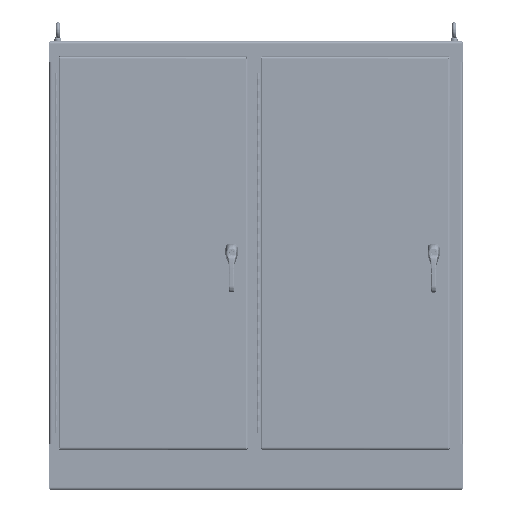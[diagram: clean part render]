
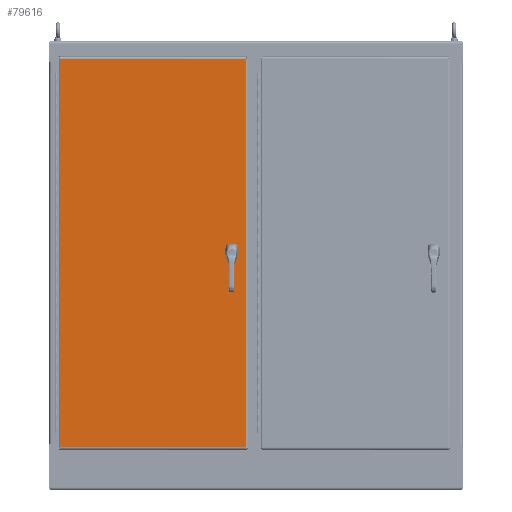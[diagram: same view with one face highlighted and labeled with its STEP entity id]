
A CAD part, top view. The second image highlights one B-rep face of the part: STEP entity #79616.
In plain terms, the highlighted planar face has unit normal (0, 0, 1).
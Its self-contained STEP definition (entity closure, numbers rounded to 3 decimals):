
#3950=FACE_BOUND('',#12826,.T.);
#3951=FACE_BOUND('',#12827,.T.);
#3952=FACE_BOUND('',#12828,.T.);
#3953=FACE_BOUND('',#12829,.T.);
#5082=PLANE('',#87658);
#7979=FACE_OUTER_BOUND('',#12825,.T.);
#12825=EDGE_LOOP('',(#59739,#59740,#59741,#59742));
#12826=EDGE_LOOP('',(#59743,#59744,#59745,#59746,#59747,#59748,#59749,#59750));
#12827=EDGE_LOOP('',(#59751));
#12828=EDGE_LOOP('',(#59752));
#12829=EDGE_LOOP('',(#59753));
#17634=CIRCLE('',#87617,0.453);
#17636=CIRCLE('',#87621,0.453);
#17638=CIRCLE('',#87625,0.453);
#17640=CIRCLE('',#87629,0.453);
#17641=CIRCLE('',#87631,0.14);
#17643=CIRCLE('',#87634,0.14);
#17645=CIRCLE('',#87637,0.14);
#22452=LINE('',#155203,#28322);
#22456=LINE('',#155215,#28326);
#22460=LINE('',#155227,#28330);
#22464=LINE('',#155239,#28334);
#22496=LINE('',#155476,#28366);
#22504=LINE('',#155536,#28374);
#22518=LINE('',#155746,#28388);
#22519=LINE('',#155748,#28389);
#28322=VECTOR('',#101606,0.394);
#28326=VECTOR('',#101618,0.394);
#28330=VECTOR('',#101630,0.394);
#28334=VECTOR('',#101642,0.394);
#28366=VECTOR('',#101716,0.394);
#28374=VECTOR('',#101732,0.394);
#28388=VECTOR('',#101758,0.394);
#28389=VECTOR('',#101761,0.394);
#34748=VERTEX_POINT('',#155200);
#34749=VERTEX_POINT('',#155202);
#34751=VERTEX_POINT('',#155208);
#34753=VERTEX_POINT('',#155214);
#34755=VERTEX_POINT('',#155220);
#34757=VERTEX_POINT('',#155226);
#34759=VERTEX_POINT('',#155232);
#34761=VERTEX_POINT('',#155238);
#34762=VERTEX_POINT('',#155245);
#34764=VERTEX_POINT('',#155251);
#34766=VERTEX_POINT('',#155257);
#34786=VERTEX_POINT('',#155341);
#34791=VERTEX_POINT('',#155425);
#34793=VERTEX_POINT('',#155465);
#34800=VERTEX_POINT('',#155535);
#43668=EDGE_CURVE('',#34749,#34748,#22452,.T.);
#43671=EDGE_CURVE('',#34751,#34749,#17634,.T.);
#43674=EDGE_CURVE('',#34753,#34751,#22456,.T.);
#43677=EDGE_CURVE('',#34755,#34753,#17636,.T.);
#43680=EDGE_CURVE('',#34757,#34755,#22460,.T.);
#43683=EDGE_CURVE('',#34759,#34757,#17638,.T.);
#43686=EDGE_CURVE('',#34761,#34759,#22464,.T.);
#43689=EDGE_CURVE('',#34748,#34761,#17640,.T.);
#43690=EDGE_CURVE('',#34762,#34762,#17641,.T.);
#43693=EDGE_CURVE('',#34764,#34764,#17643,.T.);
#43696=EDGE_CURVE('',#34766,#34766,#17645,.T.);
#43734=EDGE_CURVE('',#34791,#34793,#22496,.T.);
#43745=EDGE_CURVE('',#34800,#34786,#22504,.T.);
#43769=EDGE_CURVE('',#34786,#34791,#22518,.T.);
#43770=EDGE_CURVE('',#34793,#34800,#22519,.T.);
#59739=ORIENTED_EDGE('',*,*,#43769,.T.);
#59740=ORIENTED_EDGE('',*,*,#43734,.T.);
#59741=ORIENTED_EDGE('',*,*,#43770,.T.);
#59742=ORIENTED_EDGE('',*,*,#43745,.T.);
#59743=ORIENTED_EDGE('',*,*,#43668,.T.);
#59744=ORIENTED_EDGE('',*,*,#43689,.T.);
#59745=ORIENTED_EDGE('',*,*,#43686,.T.);
#59746=ORIENTED_EDGE('',*,*,#43683,.T.);
#59747=ORIENTED_EDGE('',*,*,#43680,.T.);
#59748=ORIENTED_EDGE('',*,*,#43677,.T.);
#59749=ORIENTED_EDGE('',*,*,#43674,.T.);
#59750=ORIENTED_EDGE('',*,*,#43671,.T.);
#59751=ORIENTED_EDGE('',*,*,#43690,.T.);
#59752=ORIENTED_EDGE('',*,*,#43693,.T.);
#59753=ORIENTED_EDGE('',*,*,#43696,.T.);
#79616=ADVANCED_FACE('',(#7979,#3950,#3951,#3952,#3953),#5082,.T.);
#87617=AXIS2_PLACEMENT_3D('',#155209,#101612,#101613);
#87621=AXIS2_PLACEMENT_3D('',#155221,#101624,#101625);
#87625=AXIS2_PLACEMENT_3D('',#155233,#101636,#101637);
#87629=AXIS2_PLACEMENT_3D('',#155243,#101648,#101649);
#87631=AXIS2_PLACEMENT_3D('',#155246,#101652,#101653);
#87634=AXIS2_PLACEMENT_3D('',#155252,#101659,#101660);
#87637=AXIS2_PLACEMENT_3D('',#155258,#101666,#101667);
#87658=AXIS2_PLACEMENT_3D('',#155747,#101759,#101760);
#101606=DIRECTION('',(0.,1.,0.));
#101612=DIRECTION('center_axis',(0.,0.,-1.));
#101613=DIRECTION('ref_axis',(-0.882,-0.471,0.));
#101618=DIRECTION('',(-1.,0.,0.));
#101624=DIRECTION('center_axis',(0.,0.,-1.));
#101625=DIRECTION('ref_axis',(0.471,-0.882,0.));
#101630=DIRECTION('',(0.,-1.,0.));
#101636=DIRECTION('center_axis',(0.,0.,-1.));
#101637=DIRECTION('ref_axis',(0.882,0.471,0.));
#101642=DIRECTION('',(1.,0.,0.));
#101648=DIRECTION('center_axis',(0.,0.,-1.));
#101649=DIRECTION('ref_axis',(-0.471,0.882,0.));
#101652=DIRECTION('center_axis',(0.,0.,-1.));
#101653=DIRECTION('ref_axis',(-1.,0.,0.));
#101659=DIRECTION('center_axis',(0.,0.,-1.));
#101660=DIRECTION('ref_axis',(-1.,0.,0.));
#101666=DIRECTION('center_axis',(0.,0.,-1.));
#101667=DIRECTION('ref_axis',(-1.,0.,0.));
#101716=DIRECTION('',(1.,0.,0.));
#101732=DIRECTION('',(-1.,0.,0.));
#101758=DIRECTION('',(0.,-1.,0.));
#101759=DIRECTION('center_axis',(0.,0.,1.));
#101760=DIRECTION('ref_axis',(1.,0.,0.));
#101761=DIRECTION('',(0.,1.,0.));
#155200=CARTESIAN_POINT('',(12.163,0.214,0.134));
#155202=CARTESIAN_POINT('',(12.163,-0.214,0.134));
#155203=CARTESIAN_POINT('',(12.163,0.107,0.134));
#155208=CARTESIAN_POINT('',(12.349,-0.4,0.134));
#155209=CARTESIAN_POINT('Origin',(12.563,0.,0.134));
#155214=CARTESIAN_POINT('',(12.776,-0.4,0.134));
#155215=CARTESIAN_POINT('',(6.174,-0.399,0.134));
#155220=CARTESIAN_POINT('',(12.962,-0.214,0.134));
#155221=CARTESIAN_POINT('Origin',(12.562,0.,
0.134));
#155226=CARTESIAN_POINT('',(12.962,0.214,0.134));
#155227=CARTESIAN_POINT('',(12.962,-0.107,0.134));
#155232=CARTESIAN_POINT('',(12.776,0.399,0.134));
#155233=CARTESIAN_POINT('Origin',(12.562,0.,
0.134));
#155238=CARTESIAN_POINT('',(12.349,0.4,0.134));
#155239=CARTESIAN_POINT('',(6.388,0.4,0.134));
#155243=CARTESIAN_POINT('Origin',(12.563,0.,
0.134));
#155245=CARTESIAN_POINT('',(12.702,0.885,0.134));
#155246=CARTESIAN_POINT('Origin',(12.562,0.885,0.134));
#155251=CARTESIAN_POINT('',(12.702,-0.886,0.134));
#155252=CARTESIAN_POINT('Origin',(12.562,-0.886,0.134));
#155257=CARTESIAN_POINT('',(12.702,-1.378,0.134));
#155258=CARTESIAN_POINT('Origin',(12.562,-1.378,0.134));
#155341=CARTESIAN_POINT('',(-14.975,31.241,0.134));
#155425=CARTESIAN_POINT('',(-14.975,-31.241,0.134));
#155465=CARTESIAN_POINT('',(14.866,-31.241,0.134));
#155476=CARTESIAN_POINT('',(-7.625,-31.241,0.134));
#155535=CARTESIAN_POINT('',(14.866,31.241,0.134));
#155536=CARTESIAN_POINT('',(7.433,31.241,0.134));
#155746=CARTESIAN_POINT('',(-14.975,15.621,0.134));
#155747=CARTESIAN_POINT('Origin',(0.,0.,
0.134));
#155748=CARTESIAN_POINT('',(14.866,-15.621,0.134));
